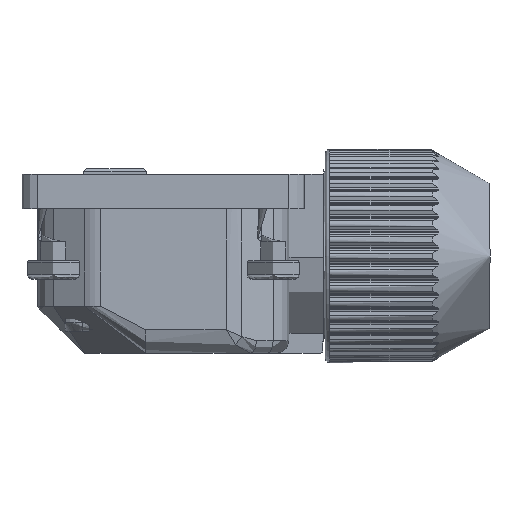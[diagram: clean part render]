
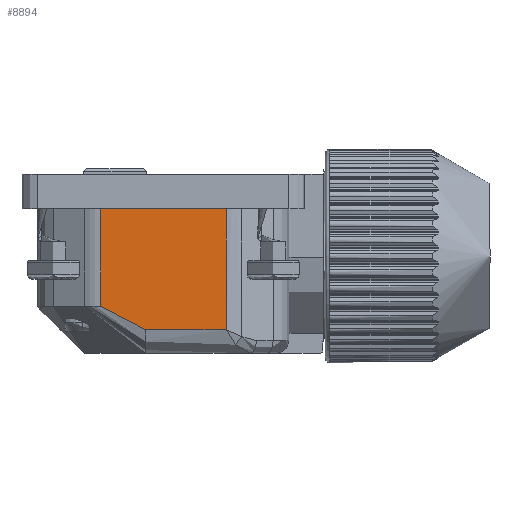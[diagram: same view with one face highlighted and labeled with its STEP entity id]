
A CAD part, left-side view. The second image highlights one B-rep face of the part: STEP entity #8894.
In plain terms, the highlighted planar face has unit normal (-1, 0, 0).
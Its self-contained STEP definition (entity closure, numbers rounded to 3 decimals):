
#6131=CARTESIAN_POINT('',(-15.799,10.96,3.7));
#6132=VERTEX_POINT('',#6131);
#6140=CARTESIAN_POINT('',(-15.799,2.959,3.7));
#6141=VERTEX_POINT('',#6140);
#6142=CARTESIAN_POINT('',(-15.799,10.96,3.7));
#6143=DIRECTION('',(0.,-1.,0.));
#6144=VECTOR('',#6143,8.001);
#6145=LINE('',#6142,#6144);
#6146=EDGE_CURVE('',#6132,#6141,#6145,.T.);
#7002=CARTESIAN_POINT('',(-15.799,2.959,-4.));
#7003=VERTEX_POINT('',#7002);
#7004=CARTESIAN_POINT('',(-15.799,8.094,-4.));
#7005=VERTEX_POINT('',#7004);
#7006=CARTESIAN_POINT('',(-15.799,2.959,-4.));
#7007=DIRECTION('',(0.,1.,0.));
#7008=VECTOR('',#7007,5.135);
#7009=LINE('',#7006,#7008);
#7010=EDGE_CURVE('',#7003,#7005,#7009,.T.);
#8798=CARTESIAN_POINT('',(-15.799,10.96,-2.5));
#8799=VERTEX_POINT('',#8798);
#8807=CARTESIAN_POINT('',(-15.799,10.96,-2.5));
#8808=DIRECTION('',(0.,0.,1.));
#8809=VECTOR('',#8808,6.2);
#8810=LINE('',#8807,#8809);
#8811=EDGE_CURVE('',#8799,#6132,#8810,.T.);
#8817=CARTESIAN_POINT('',(-15.799,9.64,-10.392));
#8818=DIRECTION('',(0.,-1.,0.));
#8819=DIRECTION('',(-1.,0.,0.));
#8820=AXIS2_PLACEMENT_3D('',#8817,#8819,#8818);
#8821=PLANE('',#8820);
#8822=ORIENTED_EDGE('',*,*,#7010,.F.);
#8823=CARTESIAN_POINT('',(-15.799,2.959,-4.));
#8824=DIRECTION('',(0.,0.,1.));
#8825=VECTOR('',#8824,7.7);
#8826=LINE('',#8823,#8825);
#8827=EDGE_CURVE('',#7003,#6141,#8826,.T.);
#8828=ORIENTED_EDGE('',*,*,#8827,.T.);
#8829=ORIENTED_EDGE('',*,*,#6146,.F.);
#8830=ORIENTED_EDGE('',*,*,#8811,.F.);
#8831=CARTESIAN_POINT('',(-15.799,10.96,-2.5));
#8832=CARTESIAN_POINT('',(-15.799,10.96,-2.502));
#8833=CARTESIAN_POINT('',(-15.799,10.96,-2.509));
#8834=CARTESIAN_POINT('',(-15.799,10.958,-2.521));
#8835=CARTESIAN_POINT('',(-15.799,10.954,-2.538));
#8836=CARTESIAN_POINT('',(-15.799,10.947,-2.556));
#8837=CARTESIAN_POINT('',(-15.799,10.938,-2.574));
#8838=CARTESIAN_POINT('',(-15.799,10.926,-2.595));
#8839=CARTESIAN_POINT('',(-15.799,10.91,-2.619));
#8840=CARTESIAN_POINT('',(-15.799,10.89,-2.645));
#8841=CARTESIAN_POINT('',(-15.799,10.868,-2.671));
#8842=CARTESIAN_POINT('',(-15.799,10.843,-2.697));
#8843=CARTESIAN_POINT('',(-15.799,10.816,-2.724));
#8844=CARTESIAN_POINT('',(-15.799,10.783,-2.754));
#8845=CARTESIAN_POINT('',(-15.799,10.748,-2.786));
#8846=CARTESIAN_POINT('',(-15.799,10.71,-2.817));
#8847=CARTESIAN_POINT('',(-15.799,10.669,-2.85));
#8848=CARTESIAN_POINT('',(-15.799,10.621,-2.886));
#8849=CARTESIAN_POINT('',(-15.799,10.565,-2.928));
#8850=CARTESIAN_POINT('',(-15.799,10.501,-2.973));
#8851=CARTESIAN_POINT('',(-15.799,10.434,-3.018));
#8852=CARTESIAN_POINT('',(-15.799,10.365,-3.063));
#8853=CARTESIAN_POINT('',(-15.799,10.292,-3.109));
#8854=CARTESIAN_POINT('',(-15.799,10.215,-3.156));
#8855=CARTESIAN_POINT('',(-15.799,10.133,-3.204));
#8856=CARTESIAN_POINT('',(-15.799,10.067,-3.243));
#8857=CARTESIAN_POINT('',(-15.799,10.011,-3.274));
#8858=CARTESIAN_POINT('',(-15.799,9.957,-3.304));
#8859=CARTESIAN_POINT('',(-15.799,9.888,-3.342));
#8860=CARTESIAN_POINT('',(-15.799,9.812,-3.382));
#8861=CARTESIAN_POINT('',(-15.799,9.738,-3.42));
#8862=CARTESIAN_POINT('',(-15.799,9.666,-3.457));
#8863=CARTESIAN_POINT('',(-15.799,9.591,-3.494));
#8864=CARTESIAN_POINT('',(-15.799,9.511,-3.534));
#8865=CARTESIAN_POINT('',(-15.799,9.423,-3.575));
#8866=CARTESIAN_POINT('',(-15.799,9.344,-3.612));
#8867=CARTESIAN_POINT('',(-15.799,9.279,-3.641));
#8868=CARTESIAN_POINT('',(-15.799,9.215,-3.669));
#8869=CARTESIAN_POINT('',(-15.799,9.137,-3.703));
#8870=CARTESIAN_POINT('',(-15.799,9.046,-3.74));
#8871=CARTESIAN_POINT('',(-15.799,8.962,-3.774));
#8872=CARTESIAN_POINT('',(-15.799,8.882,-3.804));
#8873=CARTESIAN_POINT('',(-15.799,8.817,-3.828));
#8874=CARTESIAN_POINT('',(-15.799,8.765,-3.847));
#8875=CARTESIAN_POINT('',(-15.799,8.715,-3.864));
#8876=CARTESIAN_POINT('',(-15.799,8.657,-3.883));
#8877=CARTESIAN_POINT('',(-15.799,8.594,-3.903));
#8878=CARTESIAN_POINT('',(-15.799,8.535,-3.921));
#8879=CARTESIAN_POINT('',(-15.799,8.478,-3.937));
#8880=CARTESIAN_POINT('',(-15.799,8.421,-3.952));
#8881=CARTESIAN_POINT('',(-15.799,8.365,-3.965));
#8882=CARTESIAN_POINT('',(-15.799,8.311,-3.976));
#8883=CARTESIAN_POINT('',(-15.799,8.256,-3.986));
#8884=CARTESIAN_POINT('',(-15.799,8.203,-3.993));
#8885=CARTESIAN_POINT('',(-15.799,8.154,-3.998));
#8886=CARTESIAN_POINT('',(-15.799,8.118,-4.));
#8887=CARTESIAN_POINT('',(-15.799,8.1,-4.));
#8888=CARTESIAN_POINT('',(-15.799,8.094,-4.));
#8889=B_SPLINE_CURVE_WITH_KNOTS('',3,(#8831,#8832,#8833,#8834,#8835,#8836,#8837,#8838,#8839,#8840,#8841,#8842,#8843,#8844,#8845,#8846,#8847,#8848,#8849,#8850,#8851,#8852,#8853,#8854,#8855,#8856,#8857,#8858,#8859,#8860,#8861,#8862,#8863,#8864,#8865,#8866,#8867,#8868,#8869,#8870,#8871,#8872,#8873,#8874,#8875,#8876,#8877,#8878,#8879,#8880,#8881,#8882,#8883,#8884,#8885,#8886,#8887,#8888),.UNSPECIFIED.,.F.,.U.,(4,1,1,1,1,1,1,1,1,1,1,1,1,1,1,1,1,1,1,1,1,1,1,1,1,1,1,1,1,1,1,1,1,1,1,1,1,1,1,1,1,1,1,1,1,1,1,1,1,1,1,1,1,1,1,4),(0.,0.002,0.006,0.012,0.017,0.023,0.03,0.039,0.049,0.06,0.07,0.082,0.095,0.11,0.125,0.14,0.158,0.179,0.203,0.228,0.252,0.278,0.306,0.335,0.364,0.375,0.393,0.42,0.446,0.47,0.495,0.519,0.546,0.576,0.608,0.625,0.64,0.672,0.701,0.729,0.754,0.779,0.792,0.804,0.826,0.847,0.864,0.882,0.9,0.917,0.934,0.951,0.967,0.984,0.995,1.),.UNSPECIFIED.);
#8890=EDGE_CURVE('',#8799,#7005,#8889,.T.);
#8891=ORIENTED_EDGE('',*,*,#8890,.T.);
#8892=EDGE_LOOP('',(#8822,#8828,#8829,#8830,#8891));
#8893=FACE_OUTER_BOUND('',#8892,.T.);
#8894=ADVANCED_FACE('',(#8893),#8821,.T.);
